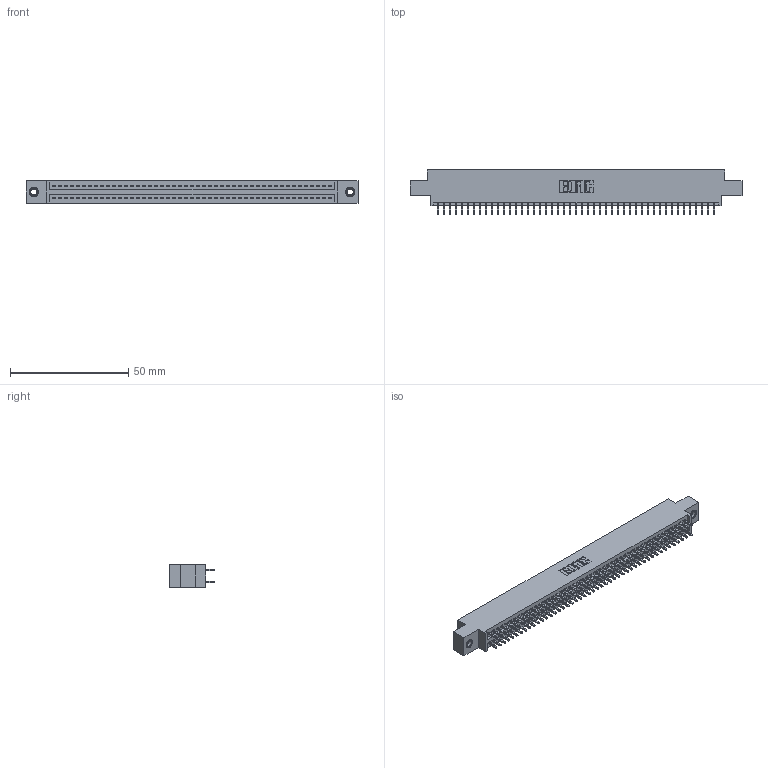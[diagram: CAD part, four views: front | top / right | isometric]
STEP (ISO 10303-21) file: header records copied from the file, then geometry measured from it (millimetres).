
FILE_DESCRIPTION (( 'STEP AP203' ), '1' );
FILE_NAME ('345-094-521-807.STEP', '2018-10-04T23:49:18', ( '' ), ( '' ), 'SwSTEP 2.0', 'SolidWorks 2016', '' );
FILE_SCHEMA (( 'CONFIG_CONTROL_DESIGN' ));
Length unit declared in the file: inch
Products named in the file (4): 345-292-001_345-293-121; 345 Part_0.170 Offset - 0.156 Dia-TI; 345-250-001_345-250-005-103; 345-094-521-807
Assembly tree (97 placements, depth 2):
  345-094-521-807
    345 Part_0.170 Offset - 0.156 Dia-TI
    345-292-001_345-293-121  x94
    345-250-001_345-250-005-103  x2
Bounding box: 140.59 x 18.72 x 9.4 mm (x, y, z)
Volume: 13538.1 mm3; surface area: 20030.1 mm2
Topology: 97 solids, 97 shells, 4890 faces, 14495 edges, 9530 vertices
Faces by surface type: plane 3218, cylinder 1656, cone 12, torus 4
Entity records: 37540 total; most frequent: CARTESIAN_POINT 6271, ORIENTED_EDGE 6198, DIRECTION 5549, EDGE_CURVE 3099, VECTOR 2759, LINE 2759, VERTEX_POINT 2060, AXIS2_PLACEMENT_3D 1395
